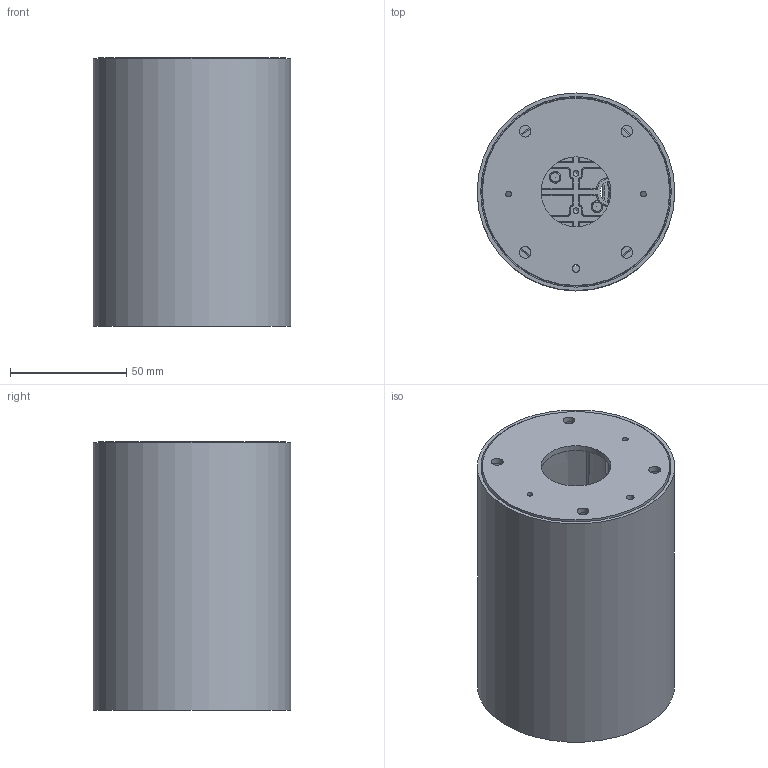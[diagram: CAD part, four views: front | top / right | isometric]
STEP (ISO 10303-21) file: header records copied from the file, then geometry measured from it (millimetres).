
FILE_DESCRIPTION(/* description */ ('This is a sample STEP configuration'),/* implementation_level */ '2;1');
FILE_NAME(/* name */ '527-0009xxxxxxxxx _Simple.ipt_Rev_00.stp',/* time_stamp */ '2022-03-10T15:14:12+01:00',/* author */ ('powerJobs'),/* organization */ ('coolOrange'),/* preprocessor_version */ 'ST-DEVELOPER v18.1',/* originating_system */ 'Autodesk Inventor 2020',/* authorisation */ '');
FILE_SCHEMA (('AUTOMOTIVE_DESIGN { 1 0 10303 214 3 1 1 }'));
Length unit declared in the file: millimetre
Products named in the file (1): ENG000025485
Bounding box: 85 x 85 x 115.5 mm (x, y, z)
Volume: 153606.5 mm3; surface area: 110022.7 mm2
Topology: 4 solids, 4 shells, 611 faces, 1641 edges, 1047 vertices
Faces by surface type: cylinder 184, plane 170, bspline 110, torus 80, cone 54, sphere 13
Full cylindrical faces by diameter (mm): 1.5 x3, 2 x1, 2.05 x6, 2.5 x6, 3.3 x1, 4.2 x2, 5 x7, 9.35 x1, 23 x1, 25 x1, 28.2 x1, 30 x1, 43 x1, 56.5 x1, 57.5 x1, 58 x1, 63.5 x1, 80.6 x1, 82 x1, 85 x1
Entity records: 24039 total; most frequent: CARTESIAN_POINT 8879, DIRECTION 3257, ORIENTED_EDGE 3250, EDGE_CURVE 1625, AXIS2_PLACEMENT_3D 1395, VERTEX_POINT 1047, CIRCLE 719, EDGE_LOOP 662
